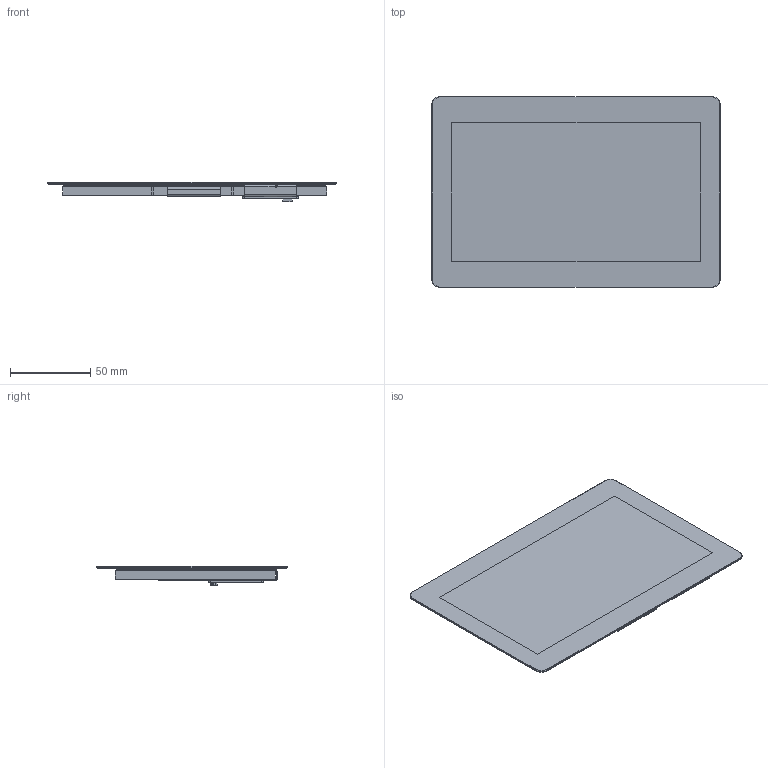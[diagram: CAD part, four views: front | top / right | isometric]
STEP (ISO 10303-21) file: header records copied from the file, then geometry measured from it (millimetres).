
FILE_DESCRIPTION(/* description */ (''),/* implementation_level */ '2;1');
FILE_NAME(/* name */ 'STANDARD 7''''RVT70HSTNWC00_Rev.1.0.stp',/* time_stamp */ '2020-08-25T14:57:54+02:00',/* author */ ('Mateusz Natywa'),/* organization */ (''),/* preprocessor_version */ 'ST-DEVELOPER v17',/* originating_system */ 'Autodesk Inventor 2019',/* authorisation */ '');
FILE_SCHEMA (('AUTOMOTIVE_DESIGN { 1 0 10303 214 3 1 1 }'));
Length unit declared in the file: millimetre
Products named in the file (11): RBG70AB; CTP; CG; SCA; SENSOR; FPC; DST; Part23; TFT; DISP; FPC_1
Assembly tree (10 placements, depth 3):
  RBG70AB
    CTP
      CG
      SCA
      SENSOR
      FPC
      DST
      Part23
    TFT
      DISP
      FPC_1
Bounding box: 179.96 x 119 x 12.23 mm (x, y, z)
Volume: 129761.7 mm3; surface area: 167208.9 mm2
Topology: 11 solids, 11 shells, 476 faces, 1319 edges, 864 vertices
Faces by surface type: plane 409, cylinder 49, bspline 10, cone 8
Entity records: 15684 total; most frequent: CARTESIAN_POINT 2950, ORIENTED_EDGE 2630, DIRECTION 2375, EDGE_CURVE 1315, LINE 1197, VECTOR 1197, VERTEX_POINT 864, AXIS2_PLACEMENT_3D 589
